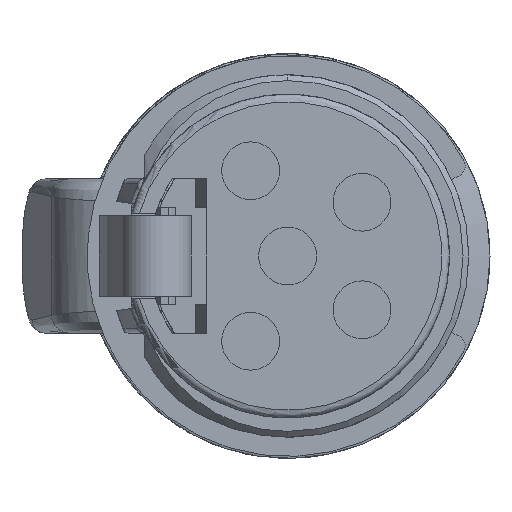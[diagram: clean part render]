
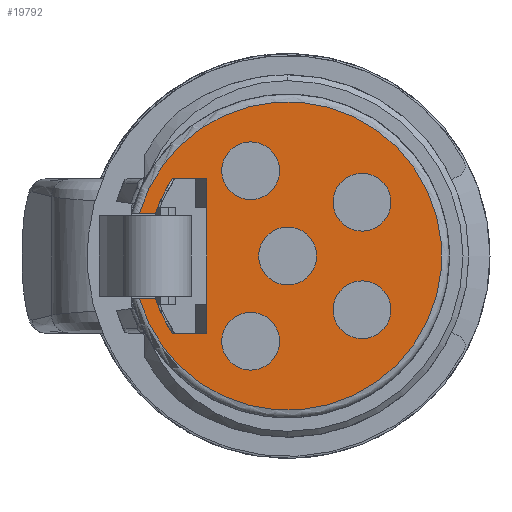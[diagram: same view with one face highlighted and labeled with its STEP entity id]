
A CAD part, left-side view. The second image highlights one B-rep face of the part: STEP entity #19792.
In plain terms, the highlighted planar face has unit normal (-1, 0, 0).
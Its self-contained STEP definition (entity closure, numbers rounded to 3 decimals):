
#4224=DIRECTION('',(0.,1.,0.));
#4225=VECTOR('',#4224,0.893);
#4226=CARTESIAN_POINT('',(-8.7,2.1,-2.));
#4227=LINE('',#4226,#4225);
#4272=DIRECTION('',(0.,-1.,0.));
#4273=VECTOR('',#4272,0.893);
#4274=CARTESIAN_POINT('',(-8.7,2.993,2.));
#4275=LINE('',#4274,#4273);
#4402=DIRECTION('',(0.,-1.,0.));
#4403=VECTOR('',#4402,0.418);
#4404=CARTESIAN_POINT('',(-8.7,3.846,1.1));
#4405=LINE('',#4404,#4403);
#5149=CARTESIAN_POINT('',(-8.7,0.,0.));
#5150=DIRECTION('',(-1.,0.,0.));
#5151=DIRECTION('',(0.,0.952,-0.306));
#5152=AXIS2_PLACEMENT_3D('',#5149,#5150,#5151);
#5154=DIRECTION('',(0.,0.,1.));
#5155=VECTOR('',#5154,2.5);
#5156=CARTESIAN_POINT('',(-8.7,2.1,-1.25));
#5157=LINE('',#5156,#5155);
#5158=CARTESIAN_POINT('',(-8.7,0.,0.));
#5159=DIRECTION('',(-1.,0.,0.));
#5160=DIRECTION('',(0.,0.831,0.556));
#5161=AXIS2_PLACEMENT_3D('',#5158,#5159,#5160);
#5163=CARTESIAN_POINT('',(-8.7,0.,0.));
#5164=DIRECTION('',(1.,0.,0.));
#5165=DIRECTION('',(0.,0.961,0.275));
#5166=AXIS2_PLACEMENT_3D('',#5163,#5164,#5165);
#5168=DIRECTION('',(0.,-1.,0.));
#5169=VECTOR('',#5168,0.418);
#5170=CARTESIAN_POINT('',(-8.7,3.846,-1.1));
#5171=LINE('',#5170,#5169);
#5172=CARTESIAN_POINT('',(-8.7,0.,0.));
#5173=DIRECTION('',(-1.,0.,0.));
#5174=DIRECTION('',(0.,-1.,0.));
#5175=AXIS2_PLACEMENT_3D('',#5172,#5173,#5174);
#5177=CARTESIAN_POINT('',(-8.7,0.,0.));
#5178=DIRECTION('',(-1.,0.,0.));
#5179=DIRECTION('',(0.,1.,0.));
#5180=AXIS2_PLACEMENT_3D('',#5177,#5178,#5179);
#5182=CARTESIAN_POINT('',(-8.7,0.96,2.21));
#5183=DIRECTION('',(-1.,0.,0.));
#5184=DIRECTION('',(0.,-1.,0.));
#5185=AXIS2_PLACEMENT_3D('',#5182,#5183,#5184);
#5187=CARTESIAN_POINT('',(-8.7,0.96,2.21));
#5188=DIRECTION('',(-1.,0.,0.));
#5189=DIRECTION('',(0.,1.,0.));
#5190=AXIS2_PLACEMENT_3D('',#5187,#5188,#5189);
#5192=CARTESIAN_POINT('',(-8.7,-1.93,1.395));
#5193=DIRECTION('',(-1.,0.,0.));
#5194=DIRECTION('',(0.,-1.,0.));
#5195=AXIS2_PLACEMENT_3D('',#5192,#5193,#5194);
#5197=CARTESIAN_POINT('',(-8.7,-1.93,1.395));
#5198=DIRECTION('',(-1.,0.,0.));
#5199=DIRECTION('',(0.,1.,0.));
#5200=AXIS2_PLACEMENT_3D('',#5197,#5198,#5199);
#5202=CARTESIAN_POINT('',(-8.7,-1.93,-1.395));
#5203=DIRECTION('',(-1.,0.,0.));
#5204=DIRECTION('',(0.,-1.,0.));
#5205=AXIS2_PLACEMENT_3D('',#5202,#5203,#5204);
#5207=CARTESIAN_POINT('',(-8.7,-1.93,-1.395));
#5208=DIRECTION('',(-1.,0.,0.));
#5209=DIRECTION('',(0.,1.,0.));
#5210=AXIS2_PLACEMENT_3D('',#5207,#5208,#5209);
#5212=CARTESIAN_POINT('',(-8.7,0.96,-2.21));
#5213=DIRECTION('',(-1.,0.,0.));
#5214=DIRECTION('',(0.,-1.,0.));
#5215=AXIS2_PLACEMENT_3D('',#5212,#5213,#5214);
#5217=CARTESIAN_POINT('',(-8.7,0.96,-2.21));
#5218=DIRECTION('',(-1.,0.,0.));
#5219=DIRECTION('',(0.,1.,0.));
#5220=AXIS2_PLACEMENT_3D('',#5217,#5218,#5219);
#5222=DIRECTION('',(0.,0.,-1.));
#5223=VECTOR('',#5222,0.75);
#5224=CARTESIAN_POINT('',(-8.7,2.1,-1.25));
#5225=LINE('',#5224,#5223);
#5226=DIRECTION('',(0.,0.,-1.));
#5227=VECTOR('',#5226,0.75);
#5228=CARTESIAN_POINT('',(-8.7,2.1,2.));
#5229=LINE('',#5228,#5227);
#14223=CARTESIAN_POINT('',(-8.7,2.993,2.));
#14225=VERTEX_POINT('',#14223);
#14238=CARTESIAN_POINT('',(-8.7,3.428,1.1));
#14239=VERTEX_POINT('',#14238);
#14240=CARTESIAN_POINT('',(-8.7,2.1,2.));
#14241=VERTEX_POINT('',#14240);
#14277=CARTESIAN_POINT('',(-8.7,3.428,-1.1));
#14278=CARTESIAN_POINT('',(-8.7,2.993,-2.));
#14279=VERTEX_POINT('',#14277);
#14280=VERTEX_POINT('',#14278);
#14281=CARTESIAN_POINT('',(-8.7,2.1,-2.));
#14282=VERTEX_POINT('',#14281);
#14283=CARTESIAN_POINT('',(-8.7,2.1,-1.25));
#14284=VERTEX_POINT('',#14283);
#14285=CARTESIAN_POINT('',(-8.7,2.1,1.25));
#14286=VERTEX_POINT('',#14285);
#14287=CARTESIAN_POINT('',(-8.7,3.846,1.1));
#14288=VERTEX_POINT('',#14287);
#14289=CARTESIAN_POINT('',(-8.7,3.846,-1.1));
#14290=VERTEX_POINT('',#14289);
#15096=CARTESIAN_POINT('',(-8.7,-0.75,0.));
#15097=CARTESIAN_POINT('',(-8.7,0.75,0.));
#15098=VERTEX_POINT('',#15096);
#15099=VERTEX_POINT('',#15097);
#15100=CARTESIAN_POINT('',(-8.7,0.21,2.21));
#15101=CARTESIAN_POINT('',(-8.7,1.71,2.21));
#15102=VERTEX_POINT('',#15100);
#15103=VERTEX_POINT('',#15101);
#15104=CARTESIAN_POINT('',(-8.7,-2.68,1.395));
#15105=CARTESIAN_POINT('',(-8.7,-1.18,1.395));
#15106=VERTEX_POINT('',#15104);
#15107=VERTEX_POINT('',#15105);
#15108=CARTESIAN_POINT('',(-8.7,-2.68,-1.395));
#15109=CARTESIAN_POINT('',(-8.7,-1.18,-1.395));
#15110=VERTEX_POINT('',#15108);
#15111=VERTEX_POINT('',#15109);
#15112=CARTESIAN_POINT('',(-8.7,0.21,-2.21));
#15113=CARTESIAN_POINT('',(-8.7,1.71,-2.21));
#15114=VERTEX_POINT('',#15112);
#15115=VERTEX_POINT('',#15113);
#19742=CARTESIAN_POINT('',(-8.7,0.,0.));
#19743=DIRECTION('',(1.,0.,0.));
#19744=DIRECTION('',(0.,-1.,0.));
#19745=AXIS2_PLACEMENT_3D('',#19742,#19743,#19744);
#19746=PLANE('',#19745);
#19747=ORIENTED_EDGE('',*,*,#18665,.T.);
#19748=ORIENTED_EDGE('',*,*,#18697,.F.);
#19750=ORIENTED_EDGE('',*,*,#19749,.F.);
#19751=ORIENTED_EDGE('',*,*,#18742,.T.);
#19753=ORIENTED_EDGE('',*,*,#19752,.F.);
#19754=ORIENTED_EDGE('',*,*,#18786,.F.);
#19755=ORIENTED_EDGE('',*,*,#18841,.T.);
#19756=ORIENTED_EDGE('',*,*,#18937,.F.);
#19758=ORIENTED_EDGE('',*,*,#19757,.T.);
#19759=ORIENTED_EDGE('',*,*,#19722,.T.);
#19760=EDGE_LOOP('',(#19747,#19748,#19750,#19751,#19753,#19754,#19755,#19756,
#19758,#19759));
#19761=FACE_OUTER_BOUND('',#19760,.F.);
#19763=ORIENTED_EDGE('',*,*,#19762,.T.);
#19765=ORIENTED_EDGE('',*,*,#19764,.T.);
#19766=EDGE_LOOP('',(#19763,#19765));
#19767=FACE_BOUND('',#19766,.F.);
#19769=ORIENTED_EDGE('',*,*,#19768,.T.);
#19771=ORIENTED_EDGE('',*,*,#19770,.T.);
#19772=EDGE_LOOP('',(#19769,#19771));
#19773=FACE_BOUND('',#19772,.F.);
#19775=ORIENTED_EDGE('',*,*,#19774,.T.);
#19777=ORIENTED_EDGE('',*,*,#19776,.T.);
#19778=EDGE_LOOP('',(#19775,#19777));
#19779=FACE_BOUND('',#19778,.F.);
#19781=ORIENTED_EDGE('',*,*,#19780,.T.);
#19783=ORIENTED_EDGE('',*,*,#19782,.T.);
#19784=EDGE_LOOP('',(#19781,#19783));
#19785=FACE_BOUND('',#19784,.F.);
#19787=ORIENTED_EDGE('',*,*,#19786,.T.);
#19789=ORIENTED_EDGE('',*,*,#19788,.T.);
#19790=EDGE_LOOP('',(#19787,#19789));
#19791=FACE_BOUND('',#19790,.F.);
#5153=CIRCLE('',#5152,3.6);
#5162=CIRCLE('',#5161,3.6);
#5167=CIRCLE('',#5166,4.);
#5176=CIRCLE('',#5175,0.75);
#5181=CIRCLE('',#5180,0.75);
#5186=CIRCLE('',#5185,0.75);
#5191=CIRCLE('',#5190,0.75);
#5196=CIRCLE('',#5195,0.75);
#5201=CIRCLE('',#5200,0.75);
#5206=CIRCLE('',#5205,0.75);
#5211=CIRCLE('',#5210,0.75);
#5216=CIRCLE('',#5215,0.75);
#5221=CIRCLE('',#5220,0.75);
#18665=EDGE_CURVE('',#14279,#14280,#5153,.T.);
#18697=EDGE_CURVE('',#14282,#14280,#4227,.T.);
#18742=EDGE_CURVE('',#14284,#14286,#5157,.T.);
#18786=EDGE_CURVE('',#14225,#14241,#4275,.T.);
#18841=EDGE_CURVE('',#14225,#14239,#5162,.T.);
#18937=EDGE_CURVE('',#14288,#14239,#4405,.T.);
#19722=EDGE_CURVE('',#14290,#14279,#5171,.T.);
#19749=EDGE_CURVE('',#14284,#14282,#5225,.T.);
#19752=EDGE_CURVE('',#14241,#14286,#5229,.T.);
#19757=EDGE_CURVE('',#14288,#14290,#5167,.T.);
#19762=EDGE_CURVE('',#15098,#15099,#5176,.T.);
#19764=EDGE_CURVE('',#15099,#15098,#5181,.T.);
#19768=EDGE_CURVE('',#15102,#15103,#5186,.T.);
#19770=EDGE_CURVE('',#15103,#15102,#5191,.T.);
#19774=EDGE_CURVE('',#15106,#15107,#5196,.T.);
#19776=EDGE_CURVE('',#15107,#15106,#5201,.T.);
#19780=EDGE_CURVE('',#15110,#15111,#5206,.T.);
#19782=EDGE_CURVE('',#15111,#15110,#5211,.T.);
#19786=EDGE_CURVE('',#15114,#15115,#5216,.T.);
#19788=EDGE_CURVE('',#15115,#15114,#5221,.T.);
#19792=ADVANCED_FACE('',(#19761,#19767,#19773,#19779,#19785,#19791),#19746,.F.);
